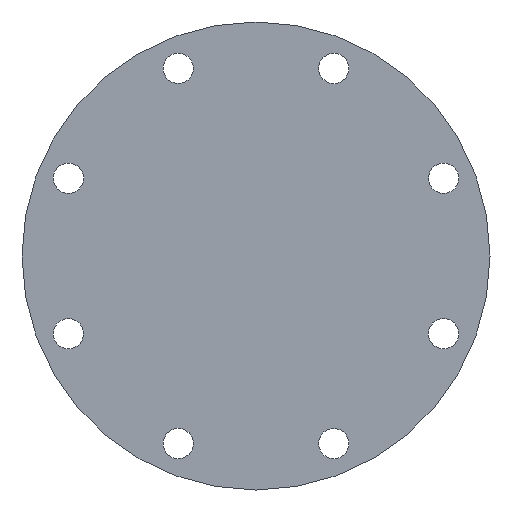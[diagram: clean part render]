
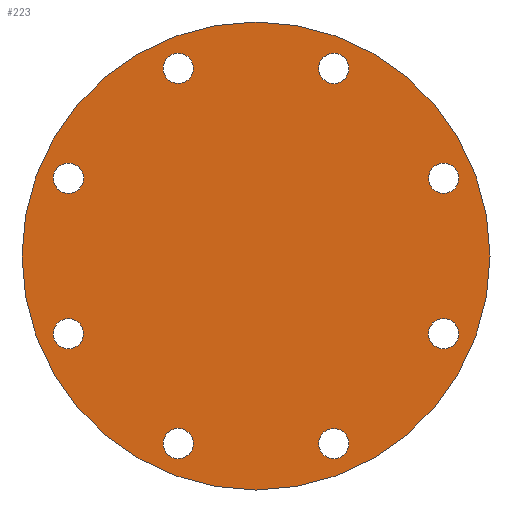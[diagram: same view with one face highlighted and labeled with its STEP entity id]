
A CAD part, front view. The second image highlights one B-rep face of the part: STEP entity #223.
In plain terms, the highlighted planar face has unit normal (0, -1, 0).
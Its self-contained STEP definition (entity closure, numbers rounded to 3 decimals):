
#15=FACE_BOUND('',#53,.T.);
#16=FACE_BOUND('',#54,.T.);
#17=FACE_BOUND('',#55,.T.);
#18=FACE_BOUND('',#56,.T.);
#19=FACE_BOUND('',#57,.T.);
#20=FACE_BOUND('',#58,.T.);
#21=FACE_BOUND('',#59,.T.);
#22=FACE_BOUND('',#60,.T.);
#31=PLANE('',#270);
#41=FACE_OUTER_BOUND('',#52,.T.);
#52=EDGE_LOOP('',(#184));
#53=EDGE_LOOP('',(#185));
#54=EDGE_LOOP('',(#186));
#55=EDGE_LOOP('',(#187));
#56=EDGE_LOOP('',(#188));
#57=EDGE_LOOP('',(#189));
#58=EDGE_LOOP('',(#190));
#59=EDGE_LOOP('',(#191));
#60=EDGE_LOOP('',(#192));
#90=CIRCLE('',#248,11.);
#92=CIRCLE('',#251,11.);
#94=CIRCLE('',#254,11.);
#96=CIRCLE('',#257,11.);
#98=CIRCLE('',#260,11.);
#100=CIRCLE('',#263,11.);
#102=CIRCLE('',#266,11.);
#104=CIRCLE('',#269,11.);
#105=CIRCLE('',#271,170.);
#108=VERTEX_POINT('',#348);
#110=VERTEX_POINT('',#354);
#112=VERTEX_POINT('',#360);
#114=VERTEX_POINT('',#366);
#116=VERTEX_POINT('',#372);
#118=VERTEX_POINT('',#378);
#120=VERTEX_POINT('',#384);
#122=VERTEX_POINT('',#390);
#123=VERTEX_POINT('',#394);
#127=EDGE_CURVE('',#108,#108,#90,.T.);
#130=EDGE_CURVE('',#110,#110,#92,.T.);
#133=EDGE_CURVE('',#112,#112,#94,.T.);
#136=EDGE_CURVE('',#114,#114,#96,.T.);
#139=EDGE_CURVE('',#116,#116,#98,.T.);
#142=EDGE_CURVE('',#118,#118,#100,.T.);
#145=EDGE_CURVE('',#120,#120,#102,.T.);
#148=EDGE_CURVE('',#122,#122,#104,.T.);
#149=EDGE_CURVE('',#123,#123,#105,.T.);
#184=ORIENTED_EDGE('',*,*,#149,.T.);
#185=ORIENTED_EDGE('',*,*,#127,.T.);
#186=ORIENTED_EDGE('',*,*,#130,.T.);
#187=ORIENTED_EDGE('',*,*,#133,.T.);
#188=ORIENTED_EDGE('',*,*,#136,.T.);
#189=ORIENTED_EDGE('',*,*,#139,.T.);
#190=ORIENTED_EDGE('',*,*,#142,.T.);
#191=ORIENTED_EDGE('',*,*,#145,.T.);
#192=ORIENTED_EDGE('',*,*,#148,.T.);
#223=ADVANCED_FACE('',(#41,#15,#16,#17,#18,#19,#20,#21,#22),#31,.F.);
#248=AXIS2_PLACEMENT_3D('',#350,#282,#283);
#251=AXIS2_PLACEMENT_3D('',#356,#289,#290);
#254=AXIS2_PLACEMENT_3D('',#362,#296,#297);
#257=AXIS2_PLACEMENT_3D('',#368,#303,#304);
#260=AXIS2_PLACEMENT_3D('',#374,#310,#311);
#263=AXIS2_PLACEMENT_3D('',#380,#317,#318);
#266=AXIS2_PLACEMENT_3D('',#386,#324,#325);
#269=AXIS2_PLACEMENT_3D('',#392,#331,#332);
#270=AXIS2_PLACEMENT_3D('',#393,#333,#334);
#271=AXIS2_PLACEMENT_3D('',#395,#335,#336);
#282=DIRECTION('center_axis',(0.,1.,0.));
#283=DIRECTION('ref_axis',(-0.707,0.,-0.707));
#289=DIRECTION('center_axis',(0.,1.,0.));
#290=DIRECTION('ref_axis',(0.,0.,-1.));
#296=DIRECTION('center_axis',(0.,1.,0.));
#297=DIRECTION('ref_axis',(0.707,0.,-0.707));
#303=DIRECTION('center_axis',(0.,1.,0.));
#304=DIRECTION('ref_axis',(1.,0.,0.));
#310=DIRECTION('center_axis',(0.,1.,0.));
#311=DIRECTION('ref_axis',(0.707,0.,0.707));
#317=DIRECTION('center_axis',(0.,1.,0.));
#318=DIRECTION('ref_axis',(0.,0.,1.));
#324=DIRECTION('center_axis',(0.,1.,0.));
#325=DIRECTION('ref_axis',(-0.707,0.,0.707));
#331=DIRECTION('center_axis',(0.,1.,0.));
#332=DIRECTION('ref_axis',(-1.,0.,0.));
#333=DIRECTION('center_axis',(0.,1.,0.));
#334=DIRECTION('ref_axis',(0.,0.,1.));
#335=DIRECTION('center_axis',(0.,-1.,0.));
#336=DIRECTION('ref_axis',(-1.,0.,0.));
#348=CARTESIAN_POINT('',(144.05,-12.5,-48.668));
#350=CARTESIAN_POINT('Origin',(136.272,-12.5,-56.446));
#354=CARTESIAN_POINT('',(136.272,-12.5,67.446));
#356=CARTESIAN_POINT('Origin',(136.272,-12.5,56.446));
#360=CARTESIAN_POINT('',(48.668,-12.5,144.05));
#362=CARTESIAN_POINT('Origin',(56.446,-12.5,136.272));
#366=CARTESIAN_POINT('',(-67.446,-12.5,136.272));
#368=CARTESIAN_POINT('Origin',(-56.446,-12.5,136.272));
#372=CARTESIAN_POINT('',(-144.05,-12.5,48.668));
#374=CARTESIAN_POINT('Origin',(-136.272,-12.5,56.446));
#378=CARTESIAN_POINT('',(-136.272,-12.5,-67.446));
#380=CARTESIAN_POINT('Origin',(-136.272,-12.5,-56.446));
#384=CARTESIAN_POINT('',(-48.668,-12.5,-144.05));
#386=CARTESIAN_POINT('Origin',(-56.446,-12.5,-136.272));
#390=CARTESIAN_POINT('',(67.446,-12.5,-136.272));
#392=CARTESIAN_POINT('Origin',(56.446,-12.5,-136.272));
#393=CARTESIAN_POINT('Origin',(0.,-12.5,0.));
#394=CARTESIAN_POINT('',(170.,-12.5,0.));
#395=CARTESIAN_POINT('Origin',(0.,-12.5,0.));
